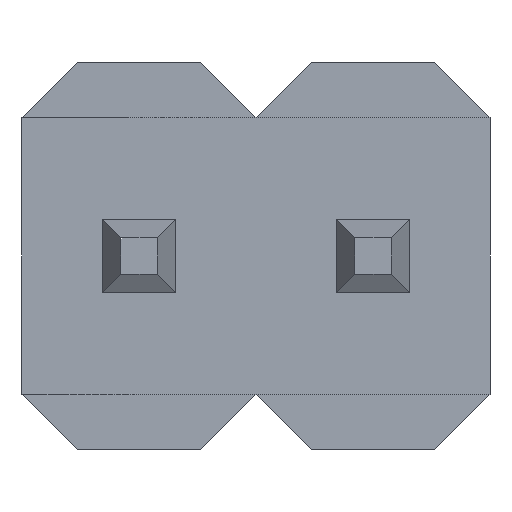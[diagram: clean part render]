
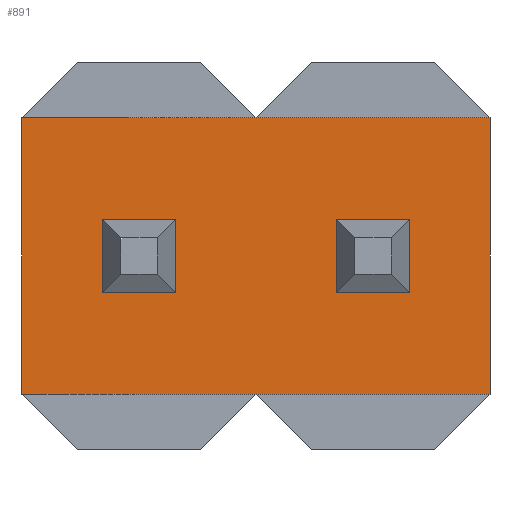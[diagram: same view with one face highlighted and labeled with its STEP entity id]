
A CAD part, front view. The second image highlights one B-rep face of the part: STEP entity #891.
In plain terms, the highlighted planar face has unit normal (0, -1, 0).
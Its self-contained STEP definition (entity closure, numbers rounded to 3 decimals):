
#201=DIRECTION('',(1.,0.,0.));
#202=VECTOR('',#201,0.4);
#203=CARTESIAN_POINT('',(-0.2,-0.45,1.25));
#204=LINE('',#203,#202);
#208=DIRECTION('',(0.,0.,1.));
#209=VECTOR('',#208,0.4);
#210=CARTESIAN_POINT('',(-0.2,-0.45,0.85));
#211=LINE('',#210,#209);
#215=DIRECTION('',(-1.,0.,0.));
#216=VECTOR('',#215,0.4);
#217=CARTESIAN_POINT('',(0.2,-0.45,0.85));
#218=LINE('',#217,#216);
#222=DIRECTION('',(0.,0.,-1.));
#223=VECTOR('',#222,0.4);
#224=CARTESIAN_POINT('',(0.2,-0.45,1.25));
#225=LINE('',#224,#223);
#229=DIRECTION('',(1.,0.,0.));
#230=VECTOR('',#229,0.4);
#231=CARTESIAN_POINT('',(1.07,-0.45,1.25));
#232=LINE('',#231,#230);
#236=DIRECTION('',(0.,0.,1.));
#237=VECTOR('',#236,0.4);
#238=CARTESIAN_POINT('',(1.07,-0.45,0.85));
#239=LINE('',#238,#237);
#243=DIRECTION('',(-1.,0.,0.));
#244=VECTOR('',#243,0.4);
#245=CARTESIAN_POINT('',(1.47,-0.45,0.85));
#246=LINE('',#245,#244);
#250=DIRECTION('',(0.,0.,-1.));
#251=VECTOR('',#250,0.4);
#252=CARTESIAN_POINT('',(1.47,-0.45,1.25));
#253=LINE('',#252,#251);
#257=DIRECTION('',(-1.,0.,0.));
#258=VECTOR('',#257,1.27);
#259=CARTESIAN_POINT('',(1.905,-0.45,0.3));
#260=LINE('',#259,#258);
#264=DIRECTION('',(-1.,0.,0.));
#265=VECTOR('',#264,1.27);
#266=CARTESIAN_POINT('',(0.635,-0.45,0.3));
#267=LINE('',#266,#265);
#369=DIRECTION('',(0.,0.,1.));
#370=VECTOR('',#369,1.5);
#371=CARTESIAN_POINT('',(1.905,-0.45,0.3));
#372=LINE('',#371,#370);
#383=DIRECTION('',(-1.,0.,0.));
#384=VECTOR('',#383,1.27);
#385=CARTESIAN_POINT('',(1.905,-0.45,1.8));
#386=LINE('',#385,#384);
#411=DIRECTION('',(-1.,0.,0.));
#412=VECTOR('',#411,1.27);
#413=CARTESIAN_POINT('',(0.635,-0.45,1.8));
#414=LINE('',#413,#412);
#502=DIRECTION('',(0.,0.,1.));
#503=VECTOR('',#502,1.5);
#504=CARTESIAN_POINT('',(-0.635,-0.45,0.3));
#505=LINE('',#504,#503);
#601=CARTESIAN_POINT('',(-0.2,-0.45,1.25));
#602=CARTESIAN_POINT('',(0.2,-0.45,1.25));
#603=VERTEX_POINT('',#601);
#604=VERTEX_POINT('',#602);
#605=CARTESIAN_POINT('',(0.2,-0.45,0.85));
#606=VERTEX_POINT('',#605);
#607=CARTESIAN_POINT('',(-0.2,-0.45,0.85));
#608=VERTEX_POINT('',#607);
#619=CARTESIAN_POINT('',(-0.635,-0.45,1.8));
#620=VERTEX_POINT('',#619);
#635=CARTESIAN_POINT('',(-0.635,-0.45,0.3));
#636=VERTEX_POINT('',#635);
#642=CARTESIAN_POINT('',(1.07,-0.45,1.25));
#644=VERTEX_POINT('',#642);
#646=CARTESIAN_POINT('',(1.47,-0.45,1.25));
#648=VERTEX_POINT('',#646);
#650=CARTESIAN_POINT('',(1.47,-0.45,0.85));
#652=VERTEX_POINT('',#650);
#654=CARTESIAN_POINT('',(1.07,-0.45,0.85));
#656=VERTEX_POINT('',#654);
#657=CARTESIAN_POINT('',(0.635,-0.45,0.3));
#658=VERTEX_POINT('',#657);
#659=CARTESIAN_POINT('',(0.635,-0.45,1.8));
#660=VERTEX_POINT('',#659);
#665=CARTESIAN_POINT('',(1.905,-0.45,1.8));
#666=VERTEX_POINT('',#665);
#683=CARTESIAN_POINT('',(1.905,-0.45,0.3));
#684=VERTEX_POINT('',#683);
#856=CARTESIAN_POINT('',(0.635,-0.45,0.3));
#857=DIRECTION('',(0.,1.,0.));
#858=DIRECTION('',(0.,0.,1.));
#859=AXIS2_PLACEMENT_3D('',#856,#857,#858);
#860=PLANE('',#859);
#862=ORIENTED_EDGE('',*,*,#861,.T.);
#864=ORIENTED_EDGE('',*,*,#863,.T.);
#866=ORIENTED_EDGE('',*,*,#865,.T.);
#868=ORIENTED_EDGE('',*,*,#867,.F.);
#870=ORIENTED_EDGE('',*,*,#869,.F.);
#872=ORIENTED_EDGE('',*,*,#871,.F.);
#873=EDGE_LOOP('',(#862,#864,#866,#868,#870,#872));
#874=FACE_OUTER_BOUND('',#873,.F.);
#876=ORIENTED_EDGE('',*,*,#875,.F.);
#878=ORIENTED_EDGE('',*,*,#877,.F.);
#880=ORIENTED_EDGE('',*,*,#879,.F.);
#882=ORIENTED_EDGE('',*,*,#881,.F.);
#883=EDGE_LOOP('',(#876,#878,#880,#882));
#884=FACE_BOUND('',#883,.F.);
#885=ORIENTED_EDGE('',*,*,#808,.F.);
#886=ORIENTED_EDGE('',*,*,#823,.F.);
#887=ORIENTED_EDGE('',*,*,#837,.F.);
#888=ORIENTED_EDGE('',*,*,#850,.F.);
#889=EDGE_LOOP('',(#885,#886,#887,#888));
#890=FACE_BOUND('',#889,.F.);
#891=ADVANCED_FACE('',(#874,#884,#890),#860,.F.);
#808=EDGE_CURVE('',#603,#604,#204,.T.);
#823=EDGE_CURVE('',#608,#603,#211,.T.);
#837=EDGE_CURVE('',#606,#608,#218,.T.);
#850=EDGE_CURVE('',#604,#606,#225,.T.);
#861=EDGE_CURVE('',#684,#658,#260,.T.);
#863=EDGE_CURVE('',#658,#636,#267,.T.);
#865=EDGE_CURVE('',#636,#620,#505,.T.);
#867=EDGE_CURVE('',#660,#620,#414,.T.);
#869=EDGE_CURVE('',#666,#660,#386,.T.);
#871=EDGE_CURVE('',#684,#666,#372,.T.);
#875=EDGE_CURVE('',#644,#648,#232,.T.);
#877=EDGE_CURVE('',#656,#644,#239,.T.);
#879=EDGE_CURVE('',#652,#656,#246,.T.);
#881=EDGE_CURVE('',#648,#652,#253,.T.);
